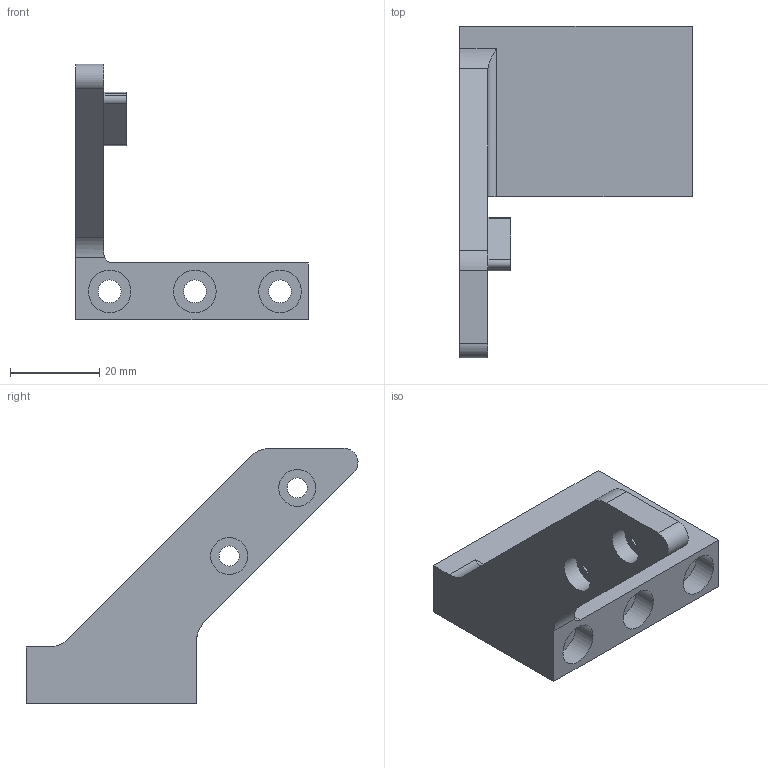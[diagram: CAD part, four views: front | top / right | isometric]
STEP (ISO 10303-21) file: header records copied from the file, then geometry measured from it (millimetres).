
FILE_DESCRIPTION(/* description */ ('STEP AP242','CAx-IF Rec.Pracs.---Representation and Presentation of Product Manufacturing Information (PMI)---4.0---2014-10-13','CAx-IF Rec.Pracs.---3D Tessellated Geometry---0.4---2014-09-14','2;1'),/* implementation_level */ '2;1');
FILE_NAME(/* name */ '6171ac47c306a94b939d8674',/* time_stamp */ '2021-10-21T18:07:03+00:00',/* author */ (''),/* organization */ (''),/* preprocessor_version */ 'ST-DEVELOPER v18.1',/* originating_system */ ' ',/* authorisation */ ' ');
FILE_SCHEMA (('AP242_MANAGED_MODEL_BASED_3D_ENGINEERING_MIM_LF { 1 0 10303 442 1 1 4 }'));
Length unit declared in the file: metre
Products named in the file (1): Bottom mirror mnt
Bounding box: 52.07 x 74.24 x 57.15 mm (x, y, z)
Volume: 29238 mm3; surface area: 11702.8 mm2
Topology: 1 solids, 1 shells, 43 faces, 103 edges, 68 vertices
Faces by surface type: cylinder 21, plane 20, cone 2
Full cylindrical faces by diameter (mm): 3.175 x2, 4.5 x2, 5.105 x3, 8.25 x2, 9.525 x3
Entity records: 1227 total; most frequent: DIRECTION 214, CARTESIAN_POINT 206, ORIENTED_EDGE 174, EDGE_CURVE 87, AXIS2_PLACEMENT_3D 85, FACE_BOUND 75, EDGE_LOOP 73, VERTEX_POINT 68
